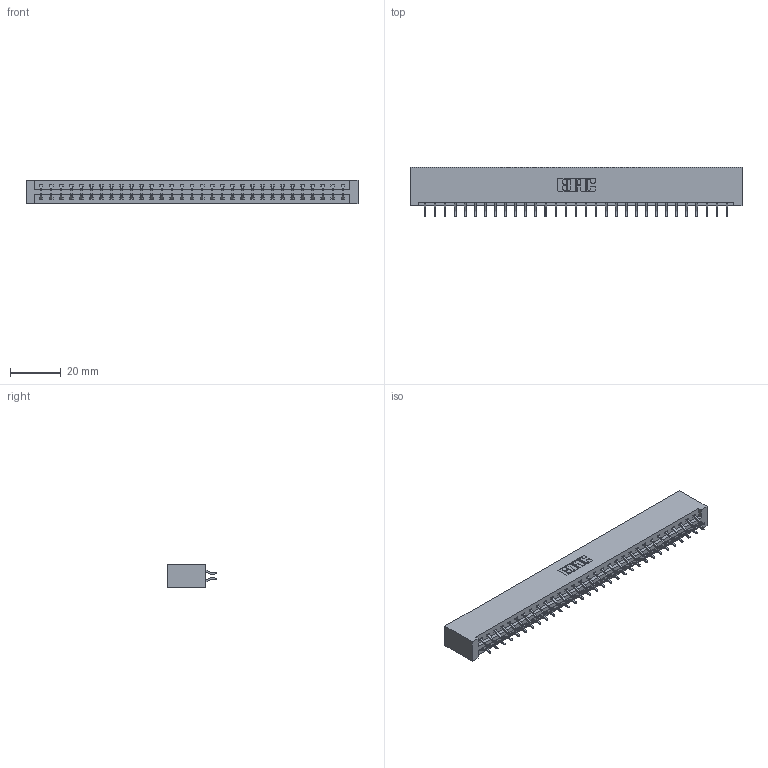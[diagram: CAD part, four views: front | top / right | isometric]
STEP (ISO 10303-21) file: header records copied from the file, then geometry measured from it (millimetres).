
FILE_DESCRIPTION (( 'STEP AP203' ), '1' );
FILE_NAME ('337-062-556-201.STEP', '2019-10-09T21:34:53', ( '' ), ( '' ), 'SwSTEP 2.0', 'SolidWorks 2016', '' );
FILE_SCHEMA (( 'CONFIG_CONTROL_DESIGN' ));
Length unit declared in the file: inch
Products named in the file (3): 345-292-001_556 Tail; 337 Part_No Mounting Lugs; 337-062-556-201
Assembly tree (63 placements, depth 2):
  337-062-556-201
    337 Part_No Mounting Lugs
    345-292-001_556 Tail  x62
Bounding box: 130.71 x 19.57 x 9.4 mm (x, y, z)
Volume: 14386.9 mm3; surface area: 16148.3 mm2
Topology: 63 solids, 63 shells, 3826 faces, 11385 edges, 7506 vertices
Faces by surface type: plane 2670, cylinder 1156
Entity records: 25401 total; most frequent: CARTESIAN_POINT 4302, ORIENTED_EDGE 4226, DIRECTION 3661, EDGE_CURVE 2113, VECTOR 1985, LINE 1985, VERTEX_POINT 1406, AXIS2_PLACEMENT_3D 838
